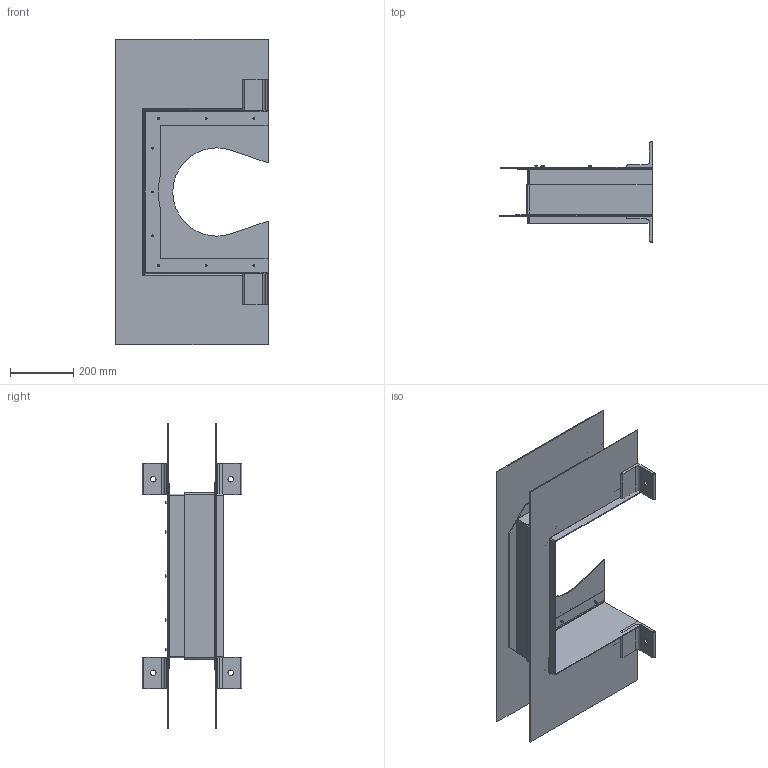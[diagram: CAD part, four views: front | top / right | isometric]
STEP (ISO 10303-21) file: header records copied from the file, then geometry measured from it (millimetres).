
FILE_DESCRIPTION((''),'2;1');
FILE_NAME('4009003015815-Silodurchführung d = 300.stp','2014-02-12T15:38:57',('praktikant'),(''),'Autodesk Inventor 2013','Autodesk Inventor 2013','');
FILE_SCHEMA(('AUTOMOTIVE_DESIGN { 1 0 10303 214 1 1 1 1 }'));
Length unit declared in the file: millimetre
Products named in the file (12): Zusammenbau; Pos 1 manschette aussen mit Winkel; Manschette aussen; Platte aussen; Pos 4 (a+b) - L80x80x8-100; Pos 2 manschette innen; Platte innen; Manschette innen; Pos 3 Gummi 3mm; Pos 6-Konterblech; KK 2075045519 Bohrschraube DIN 7504 ST5.5x19-K Stahl gehärtet verzinkt; KK_2075045519_Bohrschraube_DIN_7504_ST5_5x19_K_Stahl_gehõrtet_verzinkt_MIR
Assembly tree (21 placements, depth 3):
  Zusammenbau
    Pos 1 manschette aussen mit Winkel
      Manschette aussen
      Platte aussen
      Pos 4 (a+b) - L80x80x8-100  x2
    Pos 2 manschette innen
      Platte innen
      Manschette innen
    Pos 3 Gummi 3mm
    Pos 6-Konterblech
    Pos 4 (a+b) - L80x80x8-100  x2
    KK 2075045519 Bohrschraube DIN 7504 ST5.5x19-K Stahl gehärtet verzinkt  x5
    KK_2075045519_Bohrschraube_DIN_7504_ST5_5x19_K_Stahl_gehõrtet_verzinkt_MIR  x4
Bounding box: 482 x 316 x 970 mm (x, y, z)
Volume: 4042612.5 mm3; surface area: 2612699.2 mm2
Topology: 19 solids, 19 shells, 480 faces, 1148 edges, 690 vertices
Faces by surface type: plane 263, cone 90, cylinder 84, sphere 18, bspline 16, torus 9
Full cylindrical faces by diameter (mm): 5 x9, 5.5 x9, 11 x9, 18 x4
Entity records: 8912 total; most frequent: CARTESIAN_POINT 2983, DIRECTION 1126, ORIENTED_EDGE 1120, EDGE_CURVE 560, VECTOR 376, LINE 376, AXIS2_PLACEMENT_3D 375, VERTEX_POINT 354
